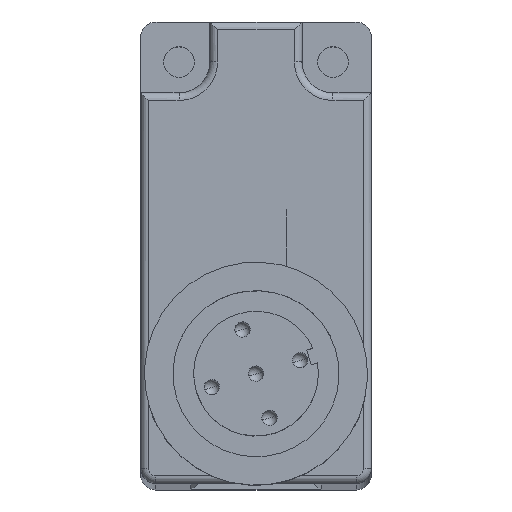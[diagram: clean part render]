
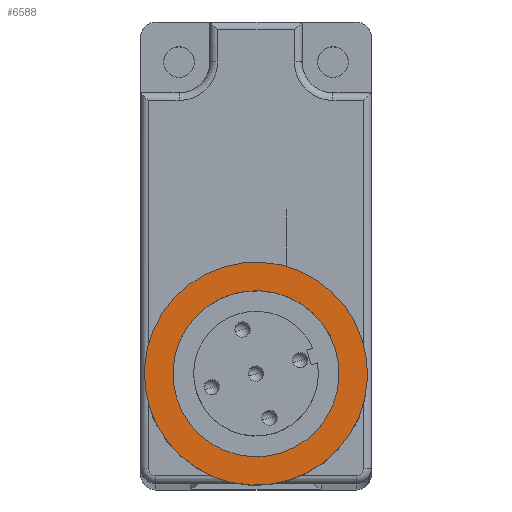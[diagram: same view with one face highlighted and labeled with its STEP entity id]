
A CAD part, top view. The second image highlights one B-rep face of the part: STEP entity #6588.
In plain terms, the highlighted face is planar.
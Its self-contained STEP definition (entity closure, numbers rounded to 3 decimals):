
#102 = CARTESIAN_POINT ( 'NONE',  ( 20.05, 0., 0. ) ) ;
#146 = DIRECTION ( 'NONE',  ( 0., -1., 0. ) ) ;
#171 = EDGE_LOOP ( 'NONE', ( #3577, #7532 ) ) ;
#512 = CARTESIAN_POINT ( 'NONE',  ( 20.05, 0., 5.4 ) ) ;
#556 = CARTESIAN_POINT ( 'NONE',  ( 20.05, 0., 0. ) ) ;
#641 = VERTEX_POINT ( 'NONE', #6630 ) ;
#904 = DIRECTION ( 'NONE',  ( 0., 0., 1. ) ) ;
#938 = PLANE ( 'NONE',  #8986 ) ;
#1342 = DIRECTION ( 'NONE',  ( 0., -1., 0. ) ) ;
#1732 = DIRECTION ( 'NONE',  ( 1., 0., 0. ) ) ;
#1861 = FACE_OUTER_BOUND ( 'NONE', #9000, .T. ) ;
#2627 = CIRCLE ( 'NONE', #4735, 5.4 ) ;
#3577 = ORIENTED_EDGE ( 'NONE', *, *, #6548, .T. ) ;
#3627 = AXIS2_PLACEMENT_3D ( 'NONE', #9640, #4913, #146 ) ;
#4219 = AXIS2_PLACEMENT_3D ( 'NONE', #4435, #9949, #5229 ) ;
#4435 = CARTESIAN_POINT ( 'NONE',  ( 20.05, 0., 0. ) ) ;
#4735 = AXIS2_PLACEMENT_3D ( 'NONE', #102, #5670, #904 ) ;
#4903 = CARTESIAN_POINT ( 'NONE',  ( 20.05, 0., -7.25 ) ) ;
#4913 = DIRECTION ( 'NONE',  ( -1., 0., 0. ) ) ;
#4930 = ORIENTED_EDGE ( 'NONE', *, *, #7337, .T. ) ;
#4955 = CARTESIAN_POINT ( 'NONE',  ( 20.05, 0., -5.4 ) ) ;
#4992 = CIRCLE ( 'NONE', #4219, 5.4 ) ;
#5229 = DIRECTION ( 'NONE',  ( 0., 0., 1. ) ) ;
#5414 = VERTEX_POINT ( 'NONE', #512 ) ;
#5670 = DIRECTION ( 'NONE',  ( 1., 0., 0. ) ) ;
#5692 = CIRCLE ( 'NONE', #3627, 7.25 ) ;
#6075 = AXIS2_PLACEMENT_3D ( 'NONE', #556, #6113, #1342 ) ;
#6113 = DIRECTION ( 'NONE',  ( -1., 0., 0. ) ) ;
#6543 = ORIENTED_EDGE ( 'NONE', *, *, #7597, .T. ) ;
#6548 = EDGE_CURVE ( 'NONE', #5414, #9939, #2627, .T. ) ;
#6588 = ADVANCED_FACE ( 'NONE', ( #10246, #1861 ), #938, .F. ) ;
#6630 = CARTESIAN_POINT ( 'NONE',  ( 20.05, -7.25, 0. ) ) ;
#7292 = DIRECTION ( 'NONE',  ( 0., 1., 0. ) ) ;
#7337 = EDGE_CURVE ( 'NONE', #641, #7570, #5692, .T. ) ;
#7532 = ORIENTED_EDGE ( 'NONE', *, *, #10109, .T. ) ;
#7570 = VERTEX_POINT ( 'NONE', #7629 ) ;
#7597 = EDGE_CURVE ( 'NONE', #7570, #641, #7649, .T. ) ;
#7629 = CARTESIAN_POINT ( 'NONE',  ( 20.05, 7.25, 0. ) ) ;
#7649 = CIRCLE ( 'NONE', #6075, 7.25 ) ;
#8986 = AXIS2_PLACEMENT_3D ( 'NONE', #4903, #1732, #7292 ) ;
#9000 = EDGE_LOOP ( 'NONE', ( #4930, #6543 ) ) ;
#9640 = CARTESIAN_POINT ( 'NONE',  ( 20.05, 0., 0. ) ) ;
#9939 = VERTEX_POINT ( 'NONE', #4955 ) ;
#9949 = DIRECTION ( 'NONE',  ( 1., 0., 0. ) ) ;
#10109 = EDGE_CURVE ( 'NONE', #9939, #5414, #4992, .T. ) ;
#10246 = FACE_BOUND ( 'NONE', #171, .T. ) ;
